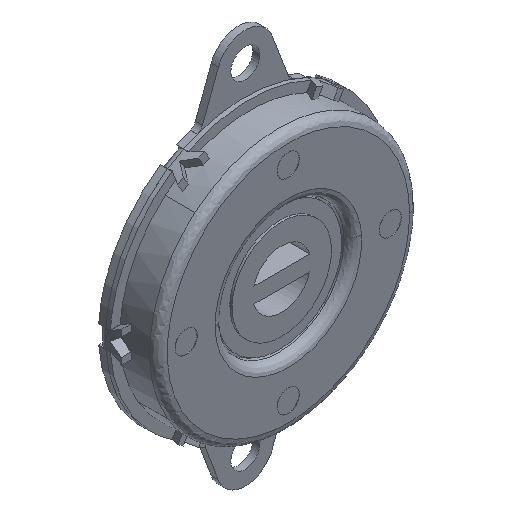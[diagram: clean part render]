
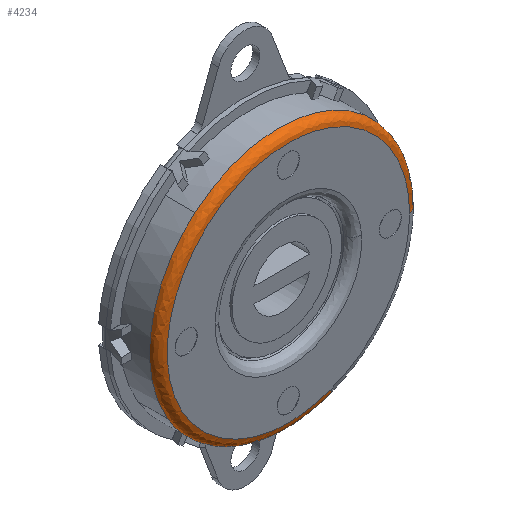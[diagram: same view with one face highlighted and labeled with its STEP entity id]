
A CAD part, isometric view. The second image highlights one B-rep face of the part: STEP entity #4234.
In plain terms, the highlighted free-form (B-spline) face has degree [2, 2] with [9, 3] control points.
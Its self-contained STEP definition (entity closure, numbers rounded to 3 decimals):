
#2203=CARTESIAN_POINT('',(-25.246,-9.3,-14.871));
#2204=VERTEX_POINT('',#2203);
#2205=CARTESIAN_POINT('',(-19.049,-9.3,22.263));
#2206=VERTEX_POINT('',#2205);
#2207=CARTESIAN_POINT('',(-25.246,-9.3,-14.871));
#2208=CARTESIAN_POINT('',(-29.3,-9.3,-7.988));
#2209=CARTESIAN_POINT('',(-29.3,-9.3,0.));
#2210=CARTESIAN_POINT('',(-29.3,-9.3,13.491));
#2211=CARTESIAN_POINT('',(-19.049,-9.3,22.263));
#2219=(BOUNDED_CURVE()B_SPLINE_CURVE(2,(#2207,#2208,#2209,#2210,#2211),.UNSPECIFIED.,.F.,.U.)B_SPLINE_CURVE_WITH_KNOTS((3,2,3),(0.663,0.75,0.887),.UNSPECIFIED.)CURVE()GEOMETRIC_REPRESENTATION_ITEM()RATIONAL_B_SPLINE_CURVE((0.867,0.899,1.0,0.84,0.855))REPRESENTATION_ITEM(''));
#2220=EDGE_CURVE('',#2204,#2206,#2219,.T.);
#2574=CARTESIAN_POINT('',(0.0,-9.3,29.3));
#2575=VERTEX_POINT('',#2574);
#2576=CARTESIAN_POINT('',(-19.049,-9.3,22.263));
#2577=CARTESIAN_POINT('',(-10.824,-9.3,29.3));
#2578=CARTESIAN_POINT('',(0.0,-9.3,29.3));
#2586=(BOUNDED_CURVE()B_SPLINE_CURVE(2,(#2576,#2577,#2578),.UNSPECIFIED.,.F.,.U.)B_SPLINE_CURVE_WITH_KNOTS((3,3),(0.887,1.0),.UNSPECIFIED.)CURVE()GEOMETRIC_REPRESENTATION_ITEM()RATIONAL_B_SPLINE_CURVE((0.855,0.867,1.0))REPRESENTATION_ITEM(''));
#2587=EDGE_CURVE('',#2206,#2575,#2586,.T.);
#2589=CARTESIAN_POINT('',(29.3,-9.3,0.));
#2590=VERTEX_POINT('',#2589);
#2591=CARTESIAN_POINT('',(0.0,-9.3,29.3));
#2592=CARTESIAN_POINT('',(29.3,-9.3,29.3));
#2593=CARTESIAN_POINT('',(29.3,-9.3,0.));
#2601=(BOUNDED_CURVE()B_SPLINE_CURVE(2,(#2591,#2592,#2593),.UNSPECIFIED.,.F.,.U.)B_SPLINE_CURVE_WITH_KNOTS((3,3),(0.0,0.25),.UNSPECIFIED.)CURVE()GEOMETRIC_REPRESENTATION_ITEM()RATIONAL_B_SPLINE_CURVE((1.0,0.707,1.0))REPRESENTATION_ITEM(''));
#2602=EDGE_CURVE('',#2575,#2590,#2601,.T.);
#2604=CARTESIAN_POINT('',(10.352,-9.3,-27.41));
#2605=VERTEX_POINT('',#2604);
#2619=CARTESIAN_POINT('',(0.0,-9.3,-29.3));
#2620=VERTEX_POINT('',#2619);
#2621=CARTESIAN_POINT('',(10.352,-9.3,-27.41));
#2622=CARTESIAN_POINT('',(5.348,-9.3,-29.3));
#2623=CARTESIAN_POINT('',(0.0,-9.3,-29.3));
#2631=(BOUNDED_CURVE()B_SPLINE_CURVE(2,(#2621,#2622,#2623),.UNSPECIFIED.,.F.,.U.)B_SPLINE_CURVE_WITH_KNOTS((3,3),(0.44,0.5),.UNSPECIFIED.)CURVE()GEOMETRIC_REPRESENTATION_ITEM()RATIONAL_B_SPLINE_CURVE((0.893,0.93,1.0))REPRESENTATION_ITEM(''));
#2632=EDGE_CURVE('',#2605,#2620,#2631,.T.);
#2634=CARTESIAN_POINT('',(0.0,-9.3,-29.3));
#2635=CARTESIAN_POINT('',(-16.746,-9.3,-29.3));
#2636=CARTESIAN_POINT('',(-25.246,-9.3,-14.871));
#2644=(BOUNDED_CURVE()B_SPLINE_CURVE(2,(#2634,#2635,#2636),.UNSPECIFIED.,.F.,.U.)B_SPLINE_CURVE_WITH_KNOTS((3,3),(0.5,0.663),.UNSPECIFIED.)CURVE()GEOMETRIC_REPRESENTATION_ITEM()RATIONAL_B_SPLINE_CURVE((1.0,0.809,0.867))REPRESENTATION_ITEM(''));
#2645=EDGE_CURVE('',#2620,#2204,#2644,.T.);
#4117=CARTESIAN_POINT('',(9.596,-11.295,-25.41));
#4118=CARTESIAN_POINT('',(4.958,-11.295,-27.161));
#4119=CARTESIAN_POINT('',(0.,-11.295,-27.161));
#4120=CARTESIAN_POINT('',(-27.161,-11.295,-27.161));
#4121=CARTESIAN_POINT('',(-27.161,-11.295,0.));
#4122=CARTESIAN_POINT('',(-27.161,-11.295,27.161));
#4123=CARTESIAN_POINT('',(0.,-11.295,27.161));
#4124=CARTESIAN_POINT('',(27.161,-11.295,27.161));
#4125=CARTESIAN_POINT('',(27.161,-11.295,0.));
#4126=CARTESIAN_POINT('',(10.407,-11.455,-27.556));
#4127=CARTESIAN_POINT('',(5.377,-11.455,-29.455));
#4128=CARTESIAN_POINT('',(0.,-11.455,-29.455));
#4129=CARTESIAN_POINT('',(-29.455,-11.455,-29.455));
#4130=CARTESIAN_POINT('',(-29.455,-11.455,0.));
#4131=CARTESIAN_POINT('',(-29.455,-11.455,29.455));
#4132=CARTESIAN_POINT('',(0.,-11.455,29.455));
#4133=CARTESIAN_POINT('',(29.455,-11.455,29.455));
#4134=CARTESIAN_POINT('',(29.455,-11.455,0.));
#4135=CARTESIAN_POINT('',(10.35,-9.161,-27.406));
#4136=CARTESIAN_POINT('',(5.347,-9.161,-29.295));
#4137=CARTESIAN_POINT('',(0.,-9.161,-29.295));
#4138=CARTESIAN_POINT('',(-29.295,-9.161,-29.295));
#4139=CARTESIAN_POINT('',(-29.295,-9.161,0.));
#4140=CARTESIAN_POINT('',(-29.295,-9.161,29.295));
#4141=CARTESIAN_POINT('',(0.,-9.161,29.295));
#4142=CARTESIAN_POINT('',(29.295,-9.161,29.295));
#4143=CARTESIAN_POINT('',(29.295,-9.161,0.));
#4151=(BOUNDED_SURFACE()B_SPLINE_SURFACE(2,2,((#4117,#4126,#4135),(#4118,#4127,#4136),(#4119,#4128,#4137),(#4120,#4129,#4138),(#4121,#4130,#4139),(#4122,#4131,#4140),(#4123,#4132,#4141),(#4124,#4133,#4142),(#4125,#4134,#4143)),.UNSPECIFIED.,.F.,.F.,.U.)B_SPLINE_SURFACE_WITH_KNOTS((3,2,2,2,3),(3,3),(0.0,11.649,60.187,108.725,157.262),(0.0,3.645),.UNSPECIFIED.)GEOMETRIC_REPRESENTATION_ITEM()RATIONAL_B_SPLINE_SURFACE(((0.818,0.535,0.814),(0.852,0.557,0.847),(0.916,0.599,0.911),(0.648,0.424,0.644),(0.916,0.599,0.911),(0.648,0.424,0.644),(0.916,0.599,0.911),(0.648,0.424,0.644),(0.916,0.599,0.911)))REPRESENTATION_ITEM('')SURFACE());
#4152=CARTESIAN_POINT('',(0.0,-11.3,-27.3));
#4153=VERTEX_POINT('',#4152);
#4154=CARTESIAN_POINT('',(9.645,-11.3,-25.539));
#4155=VERTEX_POINT('',#4154);
#4156=CARTESIAN_POINT('',(0.0,-11.3,-27.3));
#4157=CARTESIAN_POINT('',(4.983,-11.3,-27.3));
#4158=CARTESIAN_POINT('',(9.645,-11.3,-25.539));
#4166=(BOUNDED_CURVE()B_SPLINE_CURVE(2,(#4156,#4157,#4158),.UNSPECIFIED.,.F.,.U.)B_SPLINE_CURVE_WITH_KNOTS((3,3),(0.5,0.56),.UNSPECIFIED.)CURVE()GEOMETRIC_REPRESENTATION_ITEM()RATIONAL_B_SPLINE_CURVE((1.0,0.93,0.893))REPRESENTATION_ITEM(''));
#4167=EDGE_CURVE('',#4153,#4155,#4166,.T.);
#4168=ORIENTED_EDGE('',*,*,#4167,.F.);
#4169=CARTESIAN_POINT('',(0.0,-11.3,27.3));
#4170=VERTEX_POINT('',#4169);
#4171=CARTESIAN_POINT('',(0.0,-11.3,27.3));
#4172=CARTESIAN_POINT('',(-27.3,-11.3,27.3));
#4173=CARTESIAN_POINT('',(-27.3,-11.3,0.));
#4174=CARTESIAN_POINT('',(-27.3,-11.3,-27.3));
#4175=CARTESIAN_POINT('',(0.0,-11.3,-27.3));
#4183=(BOUNDED_CURVE()B_SPLINE_CURVE(2,(#4171,#4172,#4173,#4174,#4175),.UNSPECIFIED.,.F.,.U.)B_SPLINE_CURVE_WITH_KNOTS((3,2,3),(0.0,0.25,0.5),.UNSPECIFIED.)CURVE()GEOMETRIC_REPRESENTATION_ITEM()RATIONAL_B_SPLINE_CURVE((1.0,0.707,1.0,0.707,1.0))REPRESENTATION_ITEM(''));
#4184=EDGE_CURVE('',#4170,#4153,#4183,.T.);
#4185=ORIENTED_EDGE('',*,*,#4184,.F.);
#4186=CARTESIAN_POINT('',(27.3,-11.3,0.));
#4187=VERTEX_POINT('',#4186);
#4188=CARTESIAN_POINT('',(27.3,-11.3,0.));
#4189=CARTESIAN_POINT('',(27.3,-11.3,27.3));
#4190=CARTESIAN_POINT('',(0.0,-11.3,27.3));
#4198=(BOUNDED_CURVE()B_SPLINE_CURVE(2,(#4188,#4189,#4190),.UNSPECIFIED.,.F.,.U.)B_SPLINE_CURVE_WITH_KNOTS((3,3),(0.75,1.0),.UNSPECIFIED.)CURVE()GEOMETRIC_REPRESENTATION_ITEM()RATIONAL_B_SPLINE_CURVE((1.,0.707,1.0))REPRESENTATION_ITEM(''));
#4199=EDGE_CURVE('',#4187,#4170,#4198,.T.);
#4200=ORIENTED_EDGE('',*,*,#4199,.F.);
#4201=CARTESIAN_POINT('',(27.3,-11.3,0.));
#4202=CARTESIAN_POINT('',(29.3,-11.3,0.));
#4203=CARTESIAN_POINT('',(29.3,-9.3,0.));
#4211=(BOUNDED_CURVE()B_SPLINE_CURVE(2,(#4201,#4202,#4203),.UNSPECIFIED.,.F.,.U.)B_SPLINE_CURVE_WITH_KNOTS((3,3),(-1.736,-0.277),.UNSPECIFIED.)CURVE()GEOMETRIC_REPRESENTATION_ITEM()RATIONAL_B_SPLINE_CURVE((0.889,0.627,0.884))REPRESENTATION_ITEM(''));
#4212=EDGE_CURVE('',#4187,#2590,#4211,.T.);
#4213=ORIENTED_EDGE('',*,*,#4212,.T.);
#4214=ORIENTED_EDGE('',*,*,#2602,.F.);
#4215=ORIENTED_EDGE('',*,*,#2587,.F.);
#4216=ORIENTED_EDGE('',*,*,#2220,.F.);
#4217=ORIENTED_EDGE('',*,*,#2645,.F.);
#4218=ORIENTED_EDGE('',*,*,#2632,.F.);
#4219=CARTESIAN_POINT('',(9.645,-11.3,-25.539));
#4220=CARTESIAN_POINT('',(10.352,-11.3,-27.41));
#4221=CARTESIAN_POINT('',(10.352,-9.3,-27.41));
#4229=(BOUNDED_CURVE()B_SPLINE_CURVE(2,(#4219,#4220,#4221),.UNSPECIFIED.,.F.,.U.)B_SPLINE_CURVE_WITH_KNOTS((3,3),(-1.736,-0.277),.UNSPECIFIED.)CURVE()GEOMETRIC_REPRESENTATION_ITEM()RATIONAL_B_SPLINE_CURVE((0.794,0.56,0.789))REPRESENTATION_ITEM(''));
#4230=EDGE_CURVE('',#4155,#2605,#4229,.T.);
#4231=ORIENTED_EDGE('',*,*,#4230,.F.);
#4232=EDGE_LOOP('',(#4168,#4185,#4200,#4213,#4214,#4215,#4216,#4217,#4218,#4231));
#4233=FACE_OUTER_BOUND('',#4232,.T.);
#4234=ADVANCED_FACE('',(#4233),#4151,.T.);
